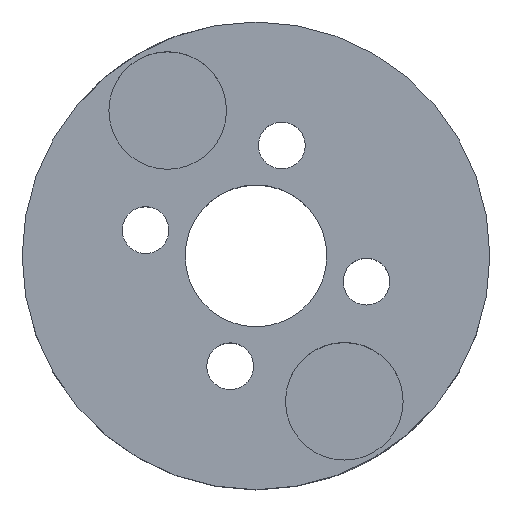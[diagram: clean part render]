
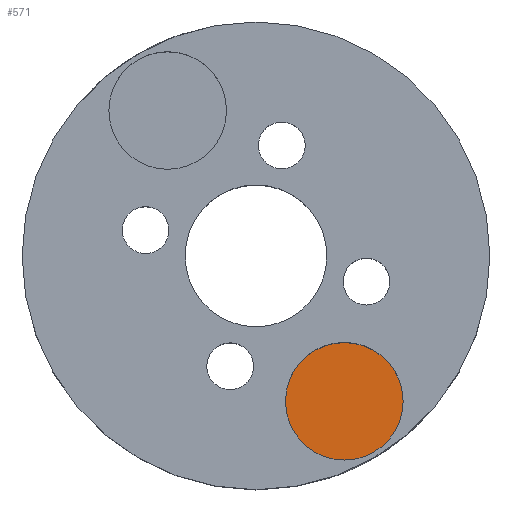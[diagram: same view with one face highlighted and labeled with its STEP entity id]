
A CAD part, top view. The second image highlights one B-rep face of the part: STEP entity #571.
In plain terms, the highlighted planar face has unit normal (0, 0, 1).
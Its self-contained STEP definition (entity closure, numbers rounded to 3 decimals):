
#53 = DIRECTION ( 'NONE',  ( 1., 0., 0. ) ) ;
#223 = DIRECTION ( 'NONE',  ( 0., 0., 1. ) ) ;
#227 = ORIENTED_EDGE ( 'NONE', *, *, #1289, .T. ) ;
#242 = PLANE ( 'NONE',  #438 ) ;
#342 = AXIS2_PLACEMENT_3D ( 'NONE', #1334, #1963, #1180 ) ;
#430 = DIRECTION ( 'NONE',  ( 1., 0., 0. ) ) ;
#438 = AXIS2_PLACEMENT_3D ( 'NONE', #1822, #223, #53 ) ;
#571 = ADVANCED_FACE ( 'NONE', ( #1642 ), #242, .T. ) ;
#601 = EDGE_CURVE ( 'NONE', #926, #987, #1408, .T. ) ;
#631 = ORIENTED_EDGE ( 'NONE', *, *, #601, .T. ) ;
#709 = AXIS2_PLACEMENT_3D ( 'NONE', #1206, #1224, #430 ) ;
#926 = VERTEX_POINT ( 'NONE', #1561 ) ;
#953 = EDGE_LOOP ( 'NONE', ( #631, #227 ) ) ;
#987 = VERTEX_POINT ( 'NONE', #1427 ) ;
#1108 = CIRCLE ( 'NONE', #709, 4.15 ) ;
#1180 = DIRECTION ( 'NONE',  ( 1., 0., 0. ) ) ;
#1206 = CARTESIAN_POINT ( 'NONE',  ( 6.229, -10.256, 4. ) ) ;
#1224 = DIRECTION ( 'NONE',  ( 0., 0., 1. ) ) ;
#1289 = EDGE_CURVE ( 'NONE', #987, #926, #1108, .T. ) ;
#1334 = CARTESIAN_POINT ( 'NONE',  ( 6.229, -10.256, 4. ) ) ;
#1408 = CIRCLE ( 'NONE', #342, 4.15 ) ;
#1427 = CARTESIAN_POINT ( 'NONE',  ( 2.079, -10.256, 4. ) ) ;
#1561 = CARTESIAN_POINT ( 'NONE',  ( 10.379, -10.256, 4. ) ) ;
#1642 = FACE_OUTER_BOUND ( 'NONE', #953, .T. ) ;
#1822 = CARTESIAN_POINT ( 'NONE',  ( 6.229, -10.256, 4. ) ) ;
#1963 = DIRECTION ( 'NONE',  ( 0., 0., 1. ) ) ;
